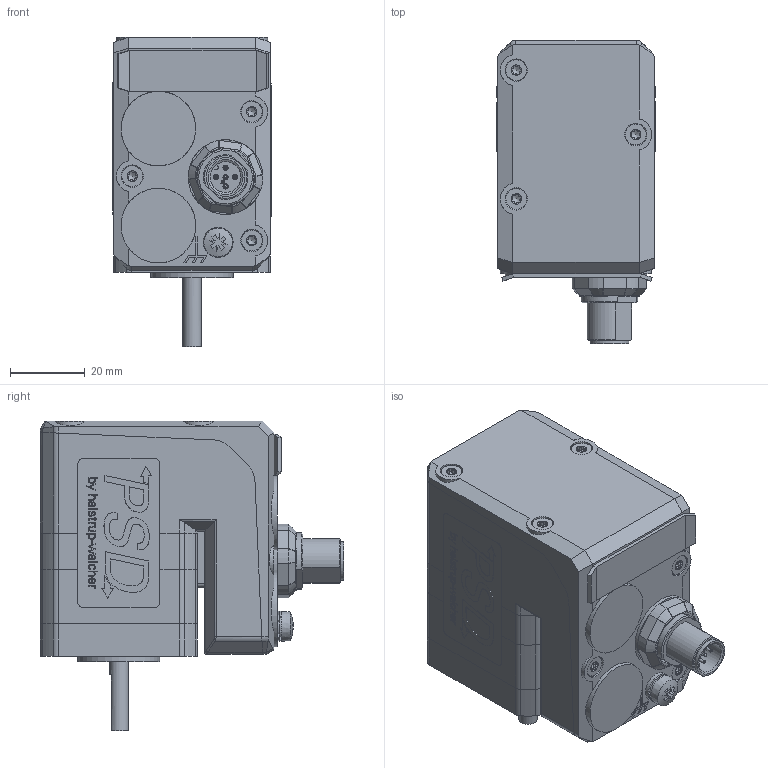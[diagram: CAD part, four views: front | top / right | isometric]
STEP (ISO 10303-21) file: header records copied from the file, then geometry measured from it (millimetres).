
FILE_DESCRIPTION(/* description */ (''),/* implementation_level */ '2;1');
FILE_NAME(/* name */ '7300.018577A.stp',/* time_stamp */ '2022-08-12T11:38:41+02:00',/* author */ ('mzabek'),/* organization */ (''),/* preprocessor_version */ 'ST-DEVELOPER v18.1',/* originating_system */ 'Autodesk Inventor 2021',/* authorisation */ '');
FILE_SCHEMA (('AUTOMOTIVE_DESIGN { 1 0 10303 214 3 1 1 }'));
Products named in the file (1): ENG-111197
Bounding box: 42.4 x 81.4 x 83 mm (x, y, z)
Volume: 165002.7 mm3; surface area: 21821.3 mm2
Topology: 4 solids, 4 shells, 1489 faces, 3987 edges, 2580 vertices
Faces by surface type: plane 693, bspline 418, cylinder 285, cone 71, sphere 14, torus 8
Full cylindrical faces by diameter (mm): 0.6 x3, 0.8 x5, 1 x3, 1.4 x4, 2.5 x4, 5 x1, 5.6 x6, 6 x6, 8 x1, 8.3 x1, 10.4 x1, 20 x2, 22 x1
Entity records: 52527 total; most frequent: CARTESIAN_POINT 16770, ORIENTED_EDGE 7936, DIRECTION 5687, EDGE_CURVE 3968, VERTEX_POINT 2580, LINE 2157, VECTOR 2157, AXIS2_PLACEMENT_3D 1765
